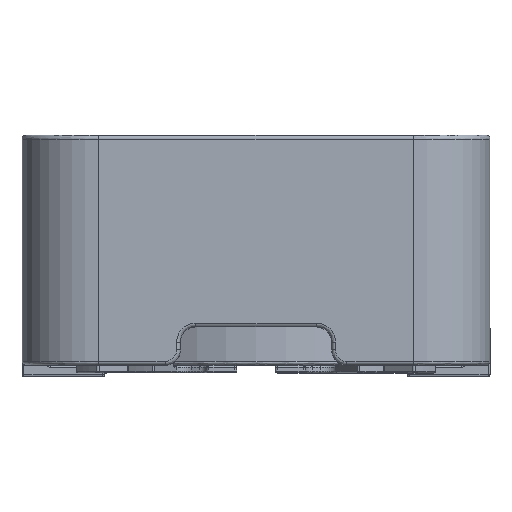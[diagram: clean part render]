
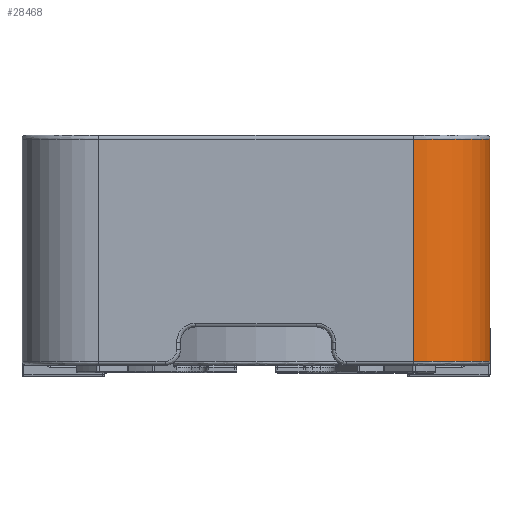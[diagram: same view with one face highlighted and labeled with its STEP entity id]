
A CAD part, front view. The second image highlights one B-rep face of the part: STEP entity #28468.
In plain terms, the highlighted cylindrical face has radius 2 mm (diameter 4 mm), a partial arc.
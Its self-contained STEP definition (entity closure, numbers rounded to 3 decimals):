
#982 = EDGE_LOOP ( 'NONE', ( #20128, #11559, #23628, #3438 ) ) ;
#1691 = CARTESIAN_POINT ( 'NONE',  ( 12.2, -10.2, 5.9 ) ) ;
#2874 = AXIS2_PLACEMENT_3D ( 'NONE', #23024, #4590, #26105 ) ;
#3438 = ORIENTED_EDGE ( 'NONE', *, *, #32878, .T. ) ;
#4590 = DIRECTION ( 'NONE',  ( 0., 0., 1. ) ) ;
#5925 = EDGE_CURVE ( 'NONE', #29610, #11707, #38804, .T. ) ;
#10761 = CARTESIAN_POINT ( 'NONE',  ( 10.2, -10.2, 5.9 ) ) ;
#11559 = ORIENTED_EDGE ( 'NONE', *, *, #5925, .T. ) ;
#11707 = VERTEX_POINT ( 'NONE', #1691 ) ;
#13842 = DIRECTION ( 'NONE',  ( -1., 0., 0. ) ) ;
#15355 = CARTESIAN_POINT ( 'NONE',  ( 10.2, -12.2, 0.1 ) ) ;
#17487 = CIRCLE ( 'NONE', #19103, 2. ) ;
#17771 = DIRECTION ( 'NONE',  ( 0., 0., 1. ) ) ;
#19103 = AXIS2_PLACEMENT_3D ( 'NONE', #10761, #32215, #13842 ) ;
#19883 = FACE_OUTER_BOUND ( 'NONE', #982, .T. ) ;
#20128 = ORIENTED_EDGE ( 'NONE', *, *, #24656, .T. ) ;
#23024 = CARTESIAN_POINT ( 'NONE',  ( 10.2, -10.2, 0.1 ) ) ;
#23628 = ORIENTED_EDGE ( 'NONE', *, *, #28644, .F. ) ;
#24656 = EDGE_CURVE ( 'NONE', #26419, #29610, #29489, .T. ) ;
#25386 = VECTOR ( 'NONE', #30727, 1000. ) ;
#26105 = DIRECTION ( 'NONE',  ( 1., 0., 0. ) ) ;
#26419 = VERTEX_POINT ( 'NONE', #15355 ) ;
#27126 = DIRECTION ( 'NONE',  ( 1., 0., 0. ) ) ;
#28071 = LINE ( 'NONE', #36456, #36216 ) ;
#28468 = ADVANCED_FACE ( 'NONE', ( #19883 ), #32304, .T. ) ;
#28644 = EDGE_CURVE ( 'NONE', #37869, #11707, #17487, .T. ) ;
#29184 = CARTESIAN_POINT ( 'NONE',  ( 12.2, -10.2, 0.1 ) ) ;
#29489 = CIRCLE ( 'NONE', #2874, 2. ) ;
#29610 = VERTEX_POINT ( 'NONE', #29184 ) ;
#30072 = CARTESIAN_POINT ( 'NONE',  ( 10.2, -10.2, 0. ) ) ;
#30727 = DIRECTION ( 'NONE',  ( 0., 0., 1. ) ) ;
#32215 = DIRECTION ( 'NONE',  ( 0., 0., 1. ) ) ;
#32304 = CYLINDRICAL_SURFACE ( 'NONE', #37060, 2. ) ;
#32878 = EDGE_CURVE ( 'NONE', #37869, #26419, #28071, .T. ) ;
#36216 = VECTOR ( 'NONE', #39663, 1000. ) ;
#36456 = CARTESIAN_POINT ( 'NONE',  ( 10.2, -12.2, 0. ) ) ;
#37060 = AXIS2_PLACEMENT_3D ( 'NONE', #30072, #17771, #27126 ) ;
#37168 = CARTESIAN_POINT ( 'NONE',  ( 12.2, -10.2, 0. ) ) ;
#37869 = VERTEX_POINT ( 'NONE', #38907 ) ;
#38804 = LINE ( 'NONE', #37168, #25386 ) ;
#38907 = CARTESIAN_POINT ( 'NONE',  ( 10.2, -12.2, 5.9 ) ) ;
#39663 = DIRECTION ( 'NONE',  ( 0., 0., -1. ) ) ;
